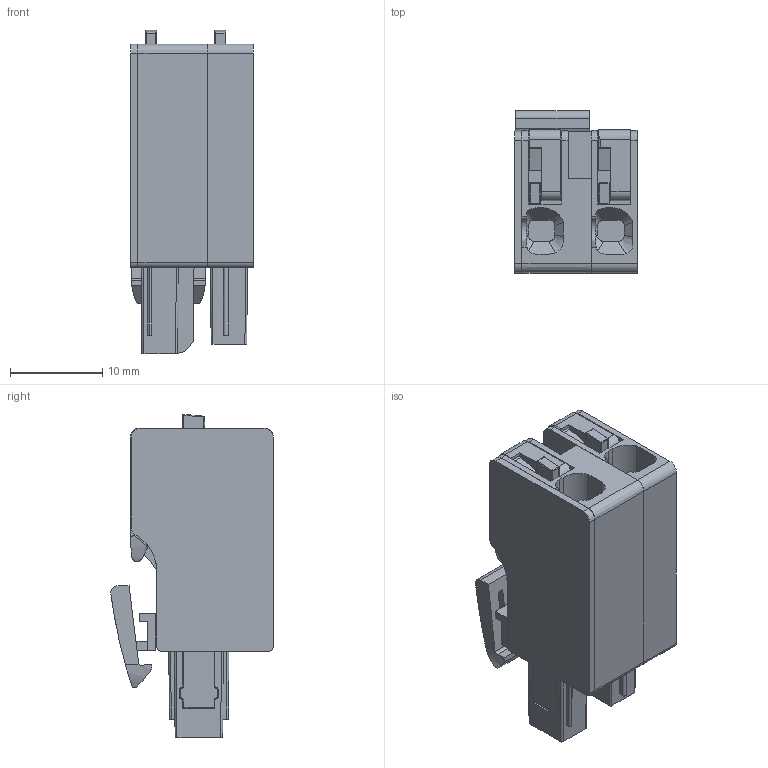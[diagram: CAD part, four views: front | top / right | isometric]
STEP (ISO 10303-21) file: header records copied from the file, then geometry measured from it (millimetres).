
FILE_DESCRIPTION(('CATIA V5 STEP Exchange','CAx-IF Rec.Pracs.--- Model Styling and Organization---1.4--- 2014-01-23'),'2;1');
FILE_NAME ('1361657-2_0_8000078353_8000078353.stp','2021-10-26T09:01:54+00:00',('none'),('Weidmueller'),'CATIA Version 5-6 Release 2016 SP3 HF44','CATIA V5 STEP AP214','none');
FILE_SCHEMA(('AUTOMOTIVE_DESIGN { 1 0 10303 214 1 1 1 1 }'));
Length unit declared in the file: millimetre
Products named in the file (1): 8000078353
Bounding box: 13.3 x 17.58 x 35 mm (x, y, z)
Volume: 4645.8 mm3; surface area: 5179.4 mm2
Topology: 8 solids, 8 shells, 613 faces, 1697 edges, 1113 vertices
Faces by surface type: plane 359, cylinder 203, cone 18, sphere 16, bspline 8, extrusion 5, torus 4
Entity records: 20899 total; most frequent: CARTESIAN_POINT 5823, ORIENTED_EDGE 3362, DIRECTION 2606, EDGE_CURVE 1681, VERTEX_POINT 1113, VECTOR 1103, LINE 1098, AXIS2_PLACEMENT_3D 904
